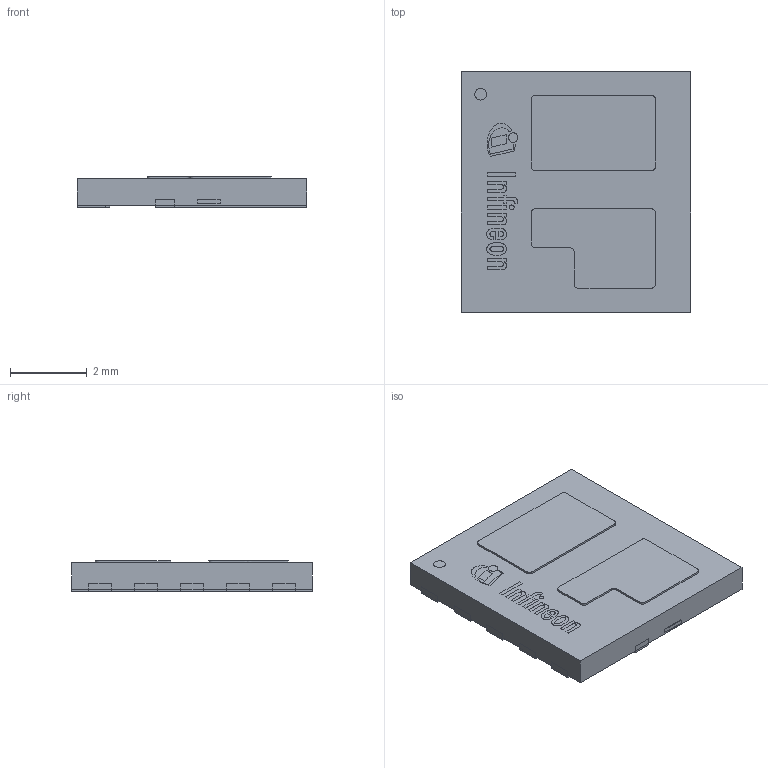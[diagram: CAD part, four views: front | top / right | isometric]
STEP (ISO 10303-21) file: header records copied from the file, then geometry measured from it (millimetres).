
FILE_DESCRIPTION(/* description */ (''),/* implementation_level */ '2;1');
FILE_NAME(/* name */ 'PG-WHITFN-10-1_Z8B00204926_V01_3D.stp',/* time_stamp */ '2022-10-10T16:19:26+06:00',/* author */ ('janartha'),/* organization */ (''),/* preprocessor_version */ 'ST-DEVELOPER v16.13',/* originating_system */ 'AutoCAD Mechanical',/* authorisation */ '');
FILE_SCHEMA (('AUTOMOTIVE_DESIGN { 1 0 10303 214 3 1 1 }'));
Length unit declared in the file: millimetre
Products named in the file (1): Product
Bounding box: 6 x 6.3 x 0.8 mm (x, y, z)
Surface area: 165.7 mm2
Topology: 24 solids, 24 shells, 230 faces, 543 edges, 362 vertices
Faces by surface type: plane 181, cylinder 27, bspline 22
Full cylindrical faces by diameter (mm): 0.121 x1, 0.249 x1, 0.3 x2
Entity records: 7005 total; most frequent: CARTESIAN_POINT 1822, ORIENTED_EDGE 1078, DIRECTION 967, EDGE_CURVE 539, LINE 441, VECTOR 441, VERTEX_POINT 362, AXIS2_PLACEMENT_3D 263
